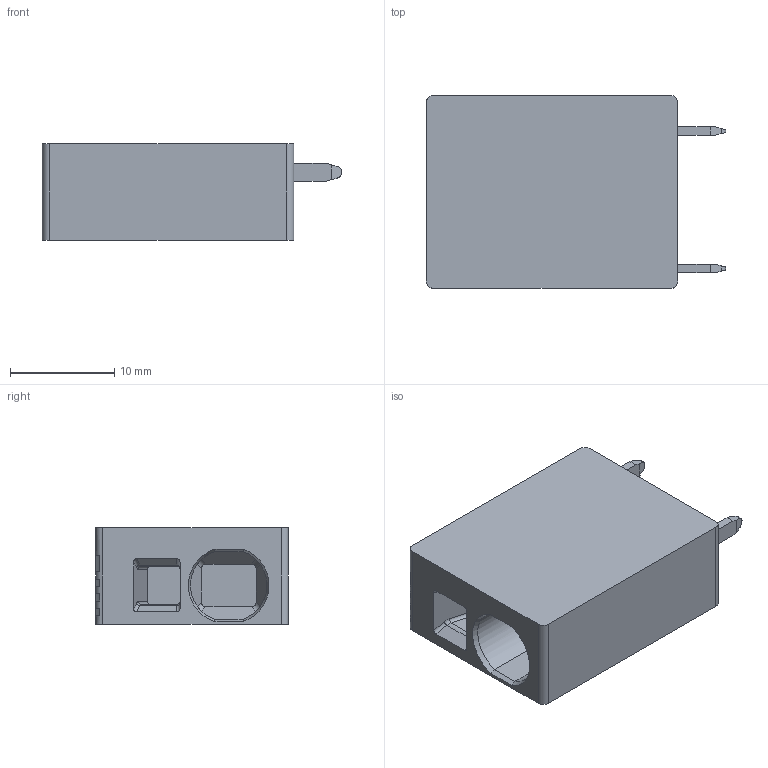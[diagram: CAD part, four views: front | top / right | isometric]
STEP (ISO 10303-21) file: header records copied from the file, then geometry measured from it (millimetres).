
FILE_DESCRIPTION((''),'2;1');
FILE_NAME('PRT0006','2024-09-21T',('sj'),(''),'PRO/ENGINEER BY PARAMETRIC TECHNOLOGY CORPORATION, 2013240','PRO/ENGINEER BY PARAMETRIC TECHNOLOGY CORPORATION, 2013240','');
FILE_SCHEMA(('AUTOMOTIVE_DESIGN_CC2 { 1 2 10303 214 -1 1 5 2 }'));
Length unit declared in the file: millimetre
Products named in the file (1): PRT0006
Bounding box: 28.75 x 18.5 x 9.3 mm (x, y, z)
Volume: 3771.5 mm3; surface area: 1979.2 mm2
Topology: 1 solids, 1 shells, 82 faces, 216 edges, 140 vertices
Faces by surface type: plane 54, cylinder 22, cone 2, torus 2, bspline 2
Entity records: 2690 total; most frequent: CARTESIAN_POINT 682, ORIENTED_EDGE 432, DIRECTION 378, EDGE_CURVE 216, VECTOR 150, LINE 150, VERTEX_POINT 140, AXIS2_PLACEMENT_3D 114
